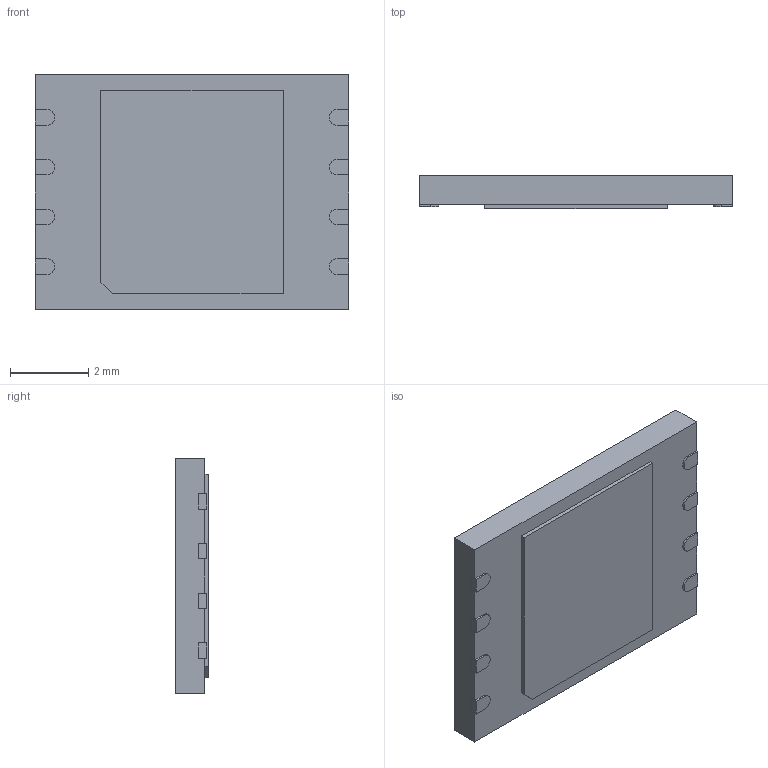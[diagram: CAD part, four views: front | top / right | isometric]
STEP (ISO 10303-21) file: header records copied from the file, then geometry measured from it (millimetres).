
FILE_DESCRIPTION (( 'STEP AP214' ), '1' );
FILE_NAME ('W25Q512JVEIQ.STEP', '2022-09-26T17:29:19', ( '' ), ( '' ), 'SwSTEP 2.0', 'SolidWorks 2017', '' );
FILE_SCHEMA (( 'AUTOMOTIVE_DESIGN' ));
Length unit declared in the file: millimetre
Products named in the file (1): W25Q512JVEIQ
Bounding box: 8 x 0.85 x 6 mm (x, y, z)
Volume: 37.8 mm3; surface area: 177.9 mm2
Topology: 11 solids, 11 shells, 120 faces, 285 edges, 190 vertices
Faces by surface type: plane 92, cylinder 28
Entity records: 3569 total; most frequent: CARTESIAN_POINT 596, DIRECTION 583, ORIENTED_EDGE 570, EDGE_CURVE 285, VECTOR 229, LINE 229, VERTEX_POINT 190, AXIS2_PLACEMENT_3D 177
